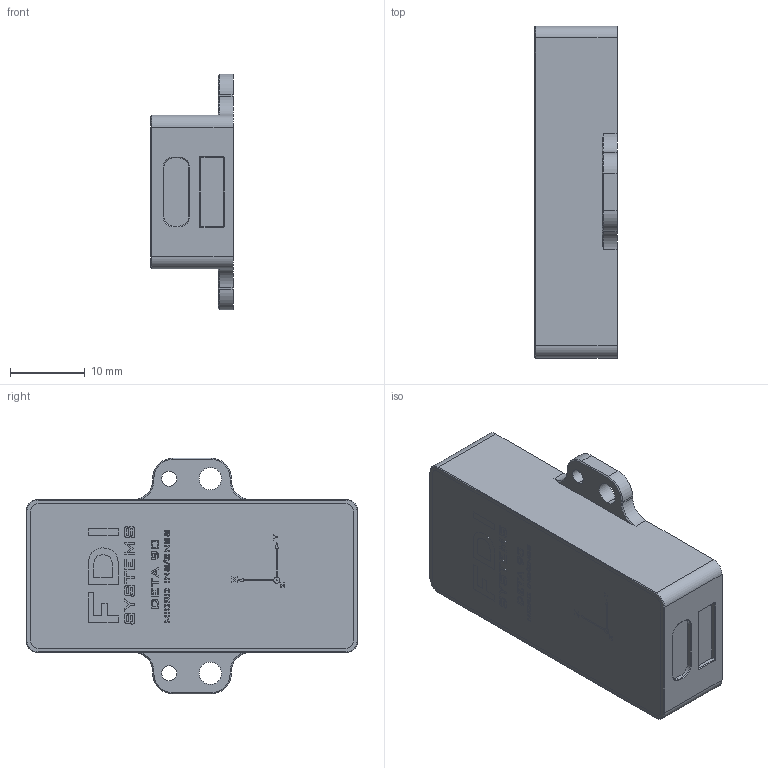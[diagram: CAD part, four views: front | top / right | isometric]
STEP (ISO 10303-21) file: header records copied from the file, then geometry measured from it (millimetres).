
FILE_DESCRIPTION (( 'STEP AP203' ), '1' );
FILE_NAME ('妗陑絳堤芞祧_240102.STEP', '2024-01-02T03:16:06', ( '' ), ( '' ), 'SwSTEP 2.0', 'SolidWorks 2022', '' );
FILE_SCHEMA (( 'CONFIG_CONTROL_DESIGN' ));
Length unit declared in the file: millimetre
Products named in the file (5): 妗陑絳堤芞祧_240102; DETA-90-MINI-翋极-1023; DETA-90-MINI-泂祧-1008; DETA-90-MINI-奻裔-1023; DETA-90-MINI-泂祧-菜詢
Assembly tree (4 placements, depth 2):
  妗陑絳堤芞祧_240102
    DETA-90-MINI-翋极-1023
    DETA-90-MINI-奻裔-1023
    DETA-90-MINI-泂祧-1008
    DETA-90-MINI-泂祧-菜詢
Bounding box: 10.97 x 44.3 x 31.48 mm (x, y, z)
Volume: 10103.6 mm3; surface area: 7422.8 mm2
Topology: 39 solids, 39 shells, 674 faces, 1710 edges, 1122 vertices
Faces by surface type: plane 490, bspline 82, cylinder 64, cone 30, torus 8
Entity records: 25253 total; most frequent: CARTESIAN_POINT 8879, ORIENTED_EDGE 3420, DIRECTION 2914, EDGE_CURVE 1710, VECTOR 1368, LINE 1368, VERTEX_POINT 1122, AXIS2_PLACEMENT_3D 773
